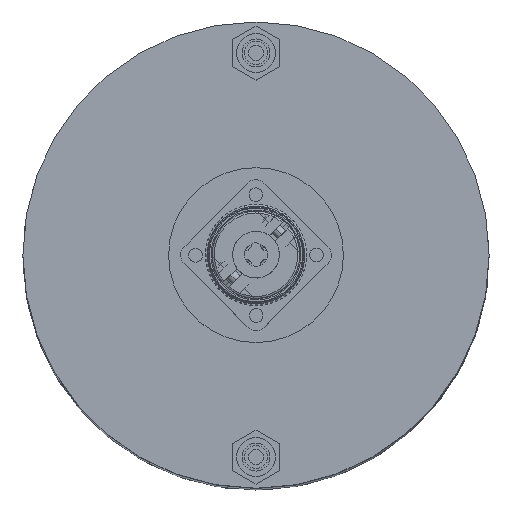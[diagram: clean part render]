
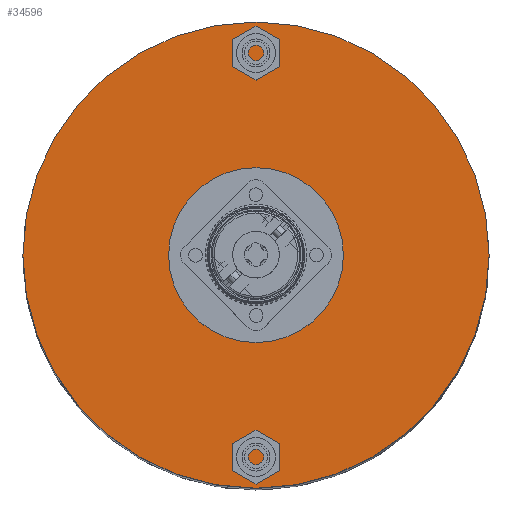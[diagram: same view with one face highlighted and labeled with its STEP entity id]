
A CAD part, top view. The second image highlights one B-rep face of the part: STEP entity #34596.
In plain terms, the highlighted planar face has unit normal (0, 0, 1).
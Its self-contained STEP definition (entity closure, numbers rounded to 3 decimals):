
#323 = EDGE_CURVE ( 'NONE', #92235, #69120, #9388, .T. ) ;
#6528 = CIRCLE ( 'NONE', #14741, 60. ) ;
#8513 = CARTESIAN_POINT ( 'NONE',  ( -60., 0., 35.5 ) ) ;
#9388 = CIRCLE ( 'NONE', #25967, 60. ) ;
#13943 = AXIS2_PLACEMENT_3D ( 'NONE', #77220, #53448, #69979 ) ;
#14741 = AXIS2_PLACEMENT_3D ( 'NONE', #15942, #101687, #15267 ) ;
#15267 = DIRECTION ( 'NONE',  ( -1., 0., 0. ) ) ;
#15942 = CARTESIAN_POINT ( 'NONE',  ( 0., 0., 35.5 ) ) ;
#16447 = DIRECTION ( 'NONE',  ( -1., 0., 0. ) ) ;
#18373 = ORIENTED_EDGE ( 'NONE', *, *, #64937, .T. ) ;
#18931 = AXIS2_PLACEMENT_3D ( 'NONE', #52573, #37289, #45312 ) ;
#23929 = CARTESIAN_POINT ( 'NONE',  ( 0., 0., 35.5 ) ) ;
#25967 = AXIS2_PLACEMENT_3D ( 'NONE', #23929, #87554, #79237 ) ;
#29494 = AXIS2_PLACEMENT_3D ( 'NONE', #63849, #47687, #16447 ) ;
#34596 = ADVANCED_FACE ( 'NONE', ( #37716, #61219 ), #92462, .T. ) ;
#37289 = DIRECTION ( 'NONE',  ( 0., 0., -1. ) ) ;
#37716 = FACE_OUTER_BOUND ( 'NONE', #62881, .T. ) ;
#41497 = EDGE_LOOP ( 'NONE', ( #18373, #52720 ) ) ;
#42723 = CIRCLE ( 'NONE', #18931, 22.5 ) ;
#45312 = DIRECTION ( 'NONE',  ( -1., 0., 0. ) ) ;
#47687 = DIRECTION ( 'NONE',  ( 0., 0., -1. ) ) ;
#52438 = VERTEX_POINT ( 'NONE', #85542 ) ;
#52573 = CARTESIAN_POINT ( 'NONE',  ( 0., 0., 35.5 ) ) ;
#52720 = ORIENTED_EDGE ( 'NONE', *, *, #56911, .T. ) ;
#53448 = DIRECTION ( 'NONE',  ( 0., 0., 1. ) ) ;
#54289 = ORIENTED_EDGE ( 'NONE', *, *, #60863, .F. ) ;
#56911 = EDGE_CURVE ( 'NONE', #52438, #59608, #42723, .T. ) ;
#59608 = VERTEX_POINT ( 'NONE', #96128 ) ;
#60863 = EDGE_CURVE ( 'NONE', #69120, #92235, #6528, .T. ) ;
#61219 = FACE_BOUND ( 'NONE', #41497, .T. ) ;
#62881 = EDGE_LOOP ( 'NONE', ( #54289, #75261 ) ) ;
#63849 = CARTESIAN_POINT ( 'NONE',  ( 0., 0., 35.5 ) ) ;
#64937 = EDGE_CURVE ( 'NONE', #59608, #52438, #92430, .T. ) ;
#69120 = VERTEX_POINT ( 'NONE', #8513 ) ;
#69979 = DIRECTION ( 'NONE',  ( 1., 0., 0. ) ) ;
#75261 = ORIENTED_EDGE ( 'NONE', *, *, #323, .F. ) ;
#77220 = CARTESIAN_POINT ( 'NONE',  ( 0., 0., 35.5 ) ) ;
#79237 = DIRECTION ( 'NONE',  ( -1., 0., 0. ) ) ;
#85542 = CARTESIAN_POINT ( 'NONE',  ( 22.5, 0., 35.5 ) ) ;
#87554 = DIRECTION ( 'NONE',  ( 0., 0., -1. ) ) ;
#92235 = VERTEX_POINT ( 'NONE', #92729 ) ;
#92430 = CIRCLE ( 'NONE', #29494, 22.5 ) ;
#92462 = PLANE ( 'NONE',  #13943 ) ;
#92729 = CARTESIAN_POINT ( 'NONE',  ( 60., 0., 35.5 ) ) ;
#96128 = CARTESIAN_POINT ( 'NONE',  ( -22.5, 0., 35.5 ) ) ;
#101687 = DIRECTION ( 'NONE',  ( 0., 0., -1. ) ) ;
